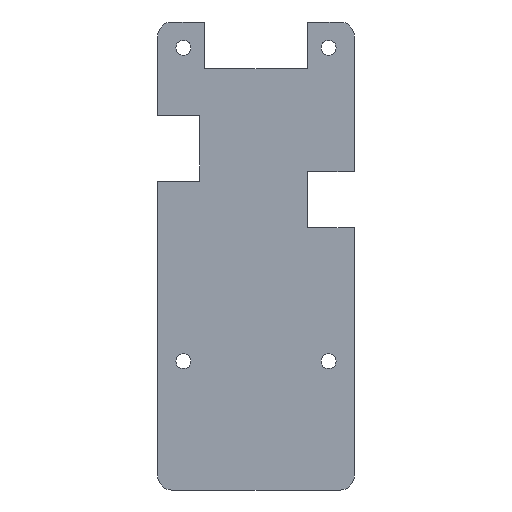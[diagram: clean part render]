
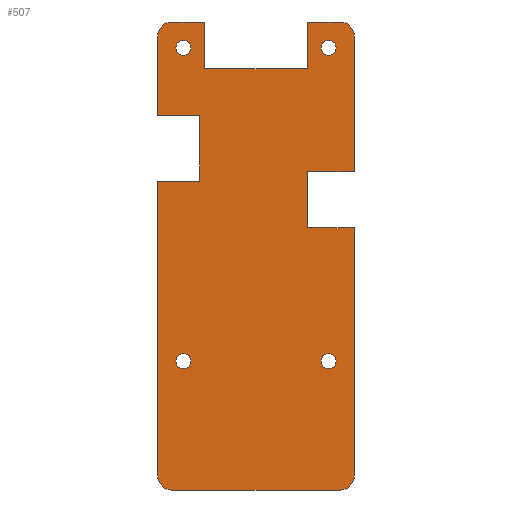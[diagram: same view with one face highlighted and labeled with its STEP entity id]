
A CAD part, front view. The second image highlights one B-rep face of the part: STEP entity #507.
In plain terms, the highlighted planar face has unit normal (0, -1, 0).
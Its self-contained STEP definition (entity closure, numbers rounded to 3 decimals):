
#19=FACE_BOUND('',#78,.T.);
#20=FACE_BOUND('',#79,.T.);
#21=FACE_BOUND('',#80,.T.);
#22=FACE_BOUND('',#81,.T.);
#26=PLANE('',#558);
#47=FACE_OUTER_BOUND('',#77,.T.);
#77=EDGE_LOOP('',(#393,#394,#395,#396,#397,#398,#399,#400,#401,#402,#403,
#404,#405,#406,#407,#408,#409,#410,#411,#412));
#78=EDGE_LOOP('',(#413));
#79=EDGE_LOOP('',(#414));
#80=EDGE_LOOP('',(#415));
#81=EDGE_LOOP('',(#416));
#119=LINE('',#783,#175);
#124=LINE('',#797,#180);
#126=LINE('',#801,#182);
#127=LINE('',#803,#183);
#128=LINE('',#805,#184);
#129=LINE('',#807,#185);
#130=LINE('',#809,#186);
#131=LINE('',#813,#187);
#132=LINE('',#815,#188);
#133=LINE('',#817,#189);
#134=LINE('',#818,#190);
#135=LINE('',#820,#191);
#136=LINE('',#822,#192);
#137=LINE('',#824,#193);
#138=LINE('',#826,#194);
#139=LINE('',#827,#195);
#175=VECTOR('',#627,10.);
#180=VECTOR('',#642,10.);
#182=VECTOR('',#646,10.);
#183=VECTOR('',#647,10.);
#184=VECTOR('',#648,10.);
#185=VECTOR('',#649,10.);
#186=VECTOR('',#650,10.);
#187=VECTOR('',#653,10.);
#188=VECTOR('',#654,10.);
#189=VECTOR('',#655,10.);
#190=VECTOR('',#656,10.);
#191=VECTOR('',#657,10.);
#192=VECTOR('',#658,10.);
#193=VECTOR('',#659,10.);
#194=VECTOR('',#660,10.);
#195=VECTOR('',#661,10.);
#214=CIRCLE('',#543,3.);
#222=CIRCLE('',#554,3.);
#223=CIRCLE('',#556,3.);
#224=CIRCLE('',#559,3.);
#225=CIRCLE('',#560,1.6);
#226=CIRCLE('',#561,1.6);
#227=CIRCLE('',#562,1.6);
#228=CIRCLE('',#563,1.6);
#231=VERTEX_POINT('',#730);
#232=VERTEX_POINT('',#732);
#255=VERTEX_POINT('',#782);
#256=VERTEX_POINT('',#786);
#257=VERTEX_POINT('',#790);
#258=VERTEX_POINT('',#792);
#259=VERTEX_POINT('',#796);
#260=VERTEX_POINT('',#800);
#261=VERTEX_POINT('',#802);
#262=VERTEX_POINT('',#804);
#263=VERTEX_POINT('',#806);
#264=VERTEX_POINT('',#808);
#265=VERTEX_POINT('',#810);
#266=VERTEX_POINT('',#812);
#267=VERTEX_POINT('',#814);
#268=VERTEX_POINT('',#816);
#269=VERTEX_POINT('',#819);
#270=VERTEX_POINT('',#821);
#271=VERTEX_POINT('',#823);
#272=VERTEX_POINT('',#825);
#273=VERTEX_POINT('',#828);
#274=VERTEX_POINT('',#830);
#275=VERTEX_POINT('',#832);
#276=VERTEX_POINT('',#834);
#279=EDGE_CURVE('',#231,#232,#214,.T.);
#304=EDGE_CURVE('',#232,#255,#119,.T.);
#306=EDGE_CURVE('',#255,#256,#222,.T.);
#309=EDGE_CURVE('',#257,#258,#223,.T.);
#311=EDGE_CURVE('',#258,#259,#124,.T.);
#313=EDGE_CURVE('',#260,#231,#126,.T.);
#314=EDGE_CURVE('',#260,#261,#127,.T.);
#315=EDGE_CURVE('',#261,#262,#128,.T.);
#316=EDGE_CURVE('',#262,#263,#129,.T.);
#317=EDGE_CURVE('',#264,#263,#130,.T.);
#318=EDGE_CURVE('',#265,#264,#224,.T.);
#319=EDGE_CURVE('',#266,#265,#131,.T.);
#320=EDGE_CURVE('',#266,#267,#132,.T.);
#321=EDGE_CURVE('',#268,#267,#133,.T.);
#322=EDGE_CURVE('',#259,#268,#134,.T.);
#323=EDGE_CURVE('',#269,#257,#135,.T.);
#324=EDGE_CURVE('',#269,#270,#136,.T.);
#325=EDGE_CURVE('',#270,#271,#137,.T.);
#326=EDGE_CURVE('',#271,#272,#138,.T.);
#327=EDGE_CURVE('',#256,#272,#139,.T.);
#328=EDGE_CURVE('',#273,#273,#225,.T.);
#329=EDGE_CURVE('',#274,#274,#226,.T.);
#330=EDGE_CURVE('',#275,#275,#227,.T.);
#331=EDGE_CURVE('',#276,#276,#228,.T.);
#393=ORIENTED_EDGE('',*,*,#279,.F.);
#394=ORIENTED_EDGE('',*,*,#313,.F.);
#395=ORIENTED_EDGE('',*,*,#314,.T.);
#396=ORIENTED_EDGE('',*,*,#315,.T.);
#397=ORIENTED_EDGE('',*,*,#316,.T.);
#398=ORIENTED_EDGE('',*,*,#317,.F.);
#399=ORIENTED_EDGE('',*,*,#318,.F.);
#400=ORIENTED_EDGE('',*,*,#319,.F.);
#401=ORIENTED_EDGE('',*,*,#320,.T.);
#402=ORIENTED_EDGE('',*,*,#321,.F.);
#403=ORIENTED_EDGE('',*,*,#322,.F.);
#404=ORIENTED_EDGE('',*,*,#311,.F.);
#405=ORIENTED_EDGE('',*,*,#309,.F.);
#406=ORIENTED_EDGE('',*,*,#323,.F.);
#407=ORIENTED_EDGE('',*,*,#324,.T.);
#408=ORIENTED_EDGE('',*,*,#325,.T.);
#409=ORIENTED_EDGE('',*,*,#326,.T.);
#410=ORIENTED_EDGE('',*,*,#327,.F.);
#411=ORIENTED_EDGE('',*,*,#306,.F.);
#412=ORIENTED_EDGE('',*,*,#304,.F.);
#413=ORIENTED_EDGE('',*,*,#328,.F.);
#414=ORIENTED_EDGE('',*,*,#329,.F.);
#415=ORIENTED_EDGE('',*,*,#330,.F.);
#416=ORIENTED_EDGE('',*,*,#331,.F.);
#507=ADVANCED_FACE('',(#47,#19,#20,#21,#22),#26,.F.);
#543=AXIS2_PLACEMENT_3D('',#733,#590,#591);
#554=AXIS2_PLACEMENT_3D('',#787,#631,#632);
#556=AXIS2_PLACEMENT_3D('',#793,#637,#638);
#558=AXIS2_PLACEMENT_3D('',#799,#644,#645);
#559=AXIS2_PLACEMENT_3D('',#811,#651,#652);
#560=AXIS2_PLACEMENT_3D('',#829,#662,#663);
#561=AXIS2_PLACEMENT_3D('',#831,#664,#665);
#562=AXIS2_PLACEMENT_3D('',#833,#666,#667);
#563=AXIS2_PLACEMENT_3D('',#835,#668,#669);
#590=DIRECTION('center_axis',(0.,1.,0.));
#591=DIRECTION('ref_axis',(0.707,0.,-0.707));
#627=DIRECTION('',(-1.,0.,0.));
#631=DIRECTION('center_axis',(0.,1.,0.));
#632=DIRECTION('ref_axis',(-0.707,0.,-0.707));
#637=DIRECTION('center_axis',(0.,1.,0.));
#638=DIRECTION('ref_axis',(-0.707,0.,0.707));
#642=DIRECTION('',(1.,0.,0.));
#644=DIRECTION('center_axis',(0.,1.,0.));
#645=DIRECTION('ref_axis',(1.,0.,0.));
#646=DIRECTION('',(0.,0.,-1.));
#647=DIRECTION('',(-1.,0.,0.));
#648=DIRECTION('',(0.,0.,1.));
#649=DIRECTION('',(1.,0.,0.));
#650=DIRECTION('',(0.,0.,-1.));
#651=DIRECTION('center_axis',(0.,1.,0.));
#652=DIRECTION('ref_axis',(0.707,0.,0.707));
#653=DIRECTION('',(1.,0.,0.));
#654=DIRECTION('',(0.,0.,-1.));
#655=DIRECTION('',(1.,0.,0.));
#656=DIRECTION('',(0.,0.,-1.));
#657=DIRECTION('',(0.,0.,1.));
#658=DIRECTION('',(1.,0.,0.));
#659=DIRECTION('',(0.,0.,-1.));
#660=DIRECTION('',(-1.,0.,0.));
#661=DIRECTION('',(0.,0.,1.));
#662=DIRECTION('center_axis',(0.,-1.,0.));
#663=DIRECTION('ref_axis',(1.,0.,0.));
#664=DIRECTION('center_axis',(0.,-1.,0.));
#665=DIRECTION('ref_axis',(1.,0.,0.));
#666=DIRECTION('center_axis',(0.,-1.,0.));
#667=DIRECTION('ref_axis',(1.,0.,0.));
#668=DIRECTION('center_axis',(0.,-1.,0.));
#669=DIRECTION('ref_axis',(1.,0.,0.));
#730=CARTESIAN_POINT('',(42.,0.,-97.));
#732=CARTESIAN_POINT('',(39.,0.,-100.));
#733=CARTESIAN_POINT('Origin',(39.,0.,-97.));
#782=CARTESIAN_POINT('',(3.,0.,-100.));
#783=CARTESIAN_POINT('',(42.,0.,-100.));
#786=CARTESIAN_POINT('',(0.,0.,-97.));
#787=CARTESIAN_POINT('Origin',(3.,0.,-97.));
#790=CARTESIAN_POINT('',(0.,0.,-3.));
#792=CARTESIAN_POINT('',(3.,0.,0.));
#793=CARTESIAN_POINT('Origin',(3.,0.,-3.));
#796=CARTESIAN_POINT('',(10.,0.,0.));
#797=CARTESIAN_POINT('',(0.,0.,0.));
#799=CARTESIAN_POINT('Origin',(21.,0.,-50.));
#800=CARTESIAN_POINT('',(42.,0.,-44.));
#801=CARTESIAN_POINT('',(42.,0.,0.));
#802=CARTESIAN_POINT('',(32.,0.,-44.));
#803=CARTESIAN_POINT('',(26.5,0.,-44.));
#804=CARTESIAN_POINT('',(32.,0.,-32.));
#805=CARTESIAN_POINT('',(32.,0.,-41.));
#806=CARTESIAN_POINT('',(42.,0.,-32.));
#807=CARTESIAN_POINT('',(31.5,0.,-32.));
#808=CARTESIAN_POINT('',(42.,0.,-3.));
#809=CARTESIAN_POINT('',(42.,0.,0.));
#810=CARTESIAN_POINT('',(39.,0.,0.));
#811=CARTESIAN_POINT('Origin',(39.,0.,-3.));
#812=CARTESIAN_POINT('',(32.,0.,0.));
#813=CARTESIAN_POINT('',(32.,0.,0.));
#814=CARTESIAN_POINT('',(32.,0.,-10.));
#815=CARTESIAN_POINT('',(32.,0.,0.));
#816=CARTESIAN_POINT('',(10.,0.,-10.));
#817=CARTESIAN_POINT('',(10.,0.,-10.));
#818=CARTESIAN_POINT('',(10.,0.,0.));
#819=CARTESIAN_POINT('',(0.,0.,-20.));
#820=CARTESIAN_POINT('',(0.,0.,-100.));
#821=CARTESIAN_POINT('',(9.,0.,-20.));
#822=CARTESIAN_POINT('',(15.,0.,-20.));
#823=CARTESIAN_POINT('',(9.,0.,-34.));
#824=CARTESIAN_POINT('',(9.,0.,-42.));
#825=CARTESIAN_POINT('',(0.,0.,-34.));
#826=CARTESIAN_POINT('',(10.5,0.,-34.));
#827=CARTESIAN_POINT('',(0.,0.,-100.));
#828=CARTESIAN_POINT('',(3.9,0.,-5.5));
#829=CARTESIAN_POINT('Origin',(5.5,0.,-5.5));
#830=CARTESIAN_POINT('',(34.9,0.,-72.5));
#831=CARTESIAN_POINT('Origin',(36.5,0.,-72.5));
#832=CARTESIAN_POINT('',(3.9,0.,-72.5));
#833=CARTESIAN_POINT('Origin',(5.5,0.,-72.5));
#834=CARTESIAN_POINT('',(34.9,0.,-5.5));
#835=CARTESIAN_POINT('Origin',(36.5,0.,-5.5));
